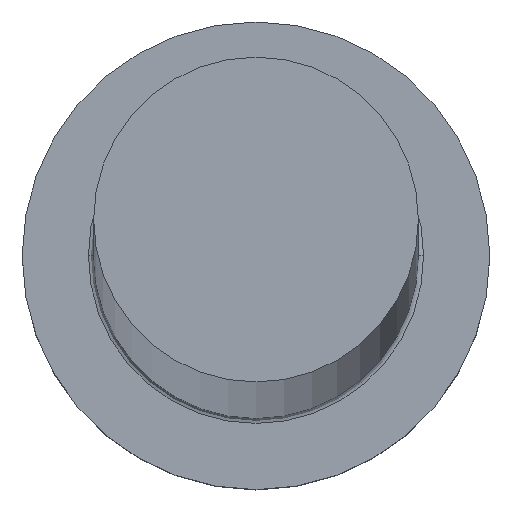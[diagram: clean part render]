
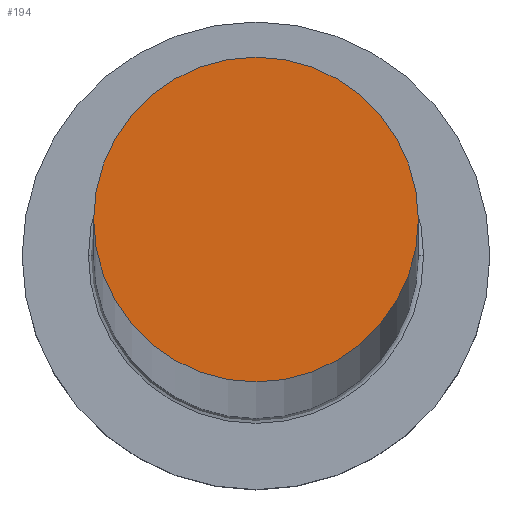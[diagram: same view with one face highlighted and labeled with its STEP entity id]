
A CAD part, top view. The second image highlights one B-rep face of the part: STEP entity #194.
In plain terms, the highlighted planar face has unit normal (0, 0, 1).
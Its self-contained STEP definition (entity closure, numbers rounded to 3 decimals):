
#19 = DIRECTION ( 'NONE',  ( 1., 0., 0. ) ) ;
#33 = ORIENTED_EDGE ( 'NONE', *, *, #57, .T. ) ;
#39 = DIRECTION ( 'NONE',  ( 0., 0., 1. ) ) ;
#45 = DIRECTION ( 'NONE',  ( 0., 0., 1. ) ) ;
#46 = EDGE_CURVE ( 'NONE', #150, #251, #63, .T. ) ;
#50 = PLANE ( 'NONE',  #306 ) ;
#57 = EDGE_CURVE ( 'NONE', #251, #150, #119, .T. ) ;
#63 = CIRCLE ( 'NONE', #305, 6.25 ) ;
#68 = ORIENTED_EDGE ( 'NONE', *, *, #46, .T. ) ;
#70 = CARTESIAN_POINT ( 'NONE',  ( 0., 0., 807. ) ) ;
#119 = CIRCLE ( 'NONE', #298, 6.25 ) ;
#150 = VERTEX_POINT ( 'NONE', #232 ) ;
#179 = DIRECTION ( 'NONE',  ( 1., 0., 0. ) ) ;
#186 = CARTESIAN_POINT ( 'NONE',  ( 0., 0., 807. ) ) ;
#188 = DIRECTION ( 'NONE',  ( 1., 0., 0. ) ) ;
#194 = ADVANCED_FACE ( 'NONE', ( #262 ), #50, .T. ) ;
#216 = EDGE_LOOP ( 'NONE', ( #68, #33 ) ) ;
#226 = DIRECTION ( 'NONE',  ( 0., 0., 1. ) ) ;
#232 = CARTESIAN_POINT ( 'NONE',  ( -6.25, 0., 807. ) ) ;
#251 = VERTEX_POINT ( 'NONE', #284 ) ;
#257 = CARTESIAN_POINT ( 'NONE',  ( 0., 0., 807. ) ) ;
#262 = FACE_OUTER_BOUND ( 'NONE', #216, .T. ) ;
#284 = CARTESIAN_POINT ( 'NONE',  ( 6.25, 0., 807. ) ) ;
#298 = AXIS2_PLACEMENT_3D ( 'NONE', #70, #226, #179 ) ;
#305 = AXIS2_PLACEMENT_3D ( 'NONE', #186, #39, #19 ) ;
#306 = AXIS2_PLACEMENT_3D ( 'NONE', #257, #45, #188 ) ;
